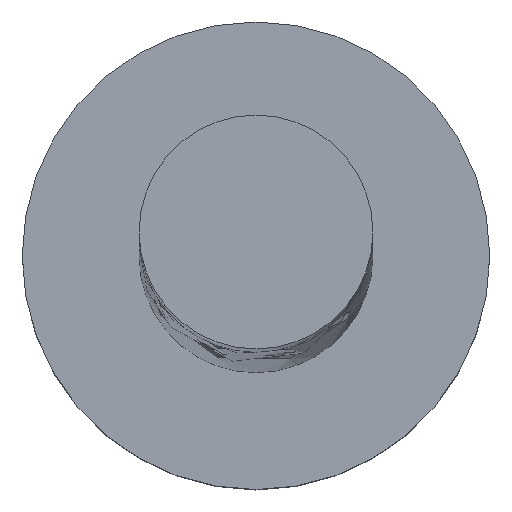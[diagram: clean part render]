
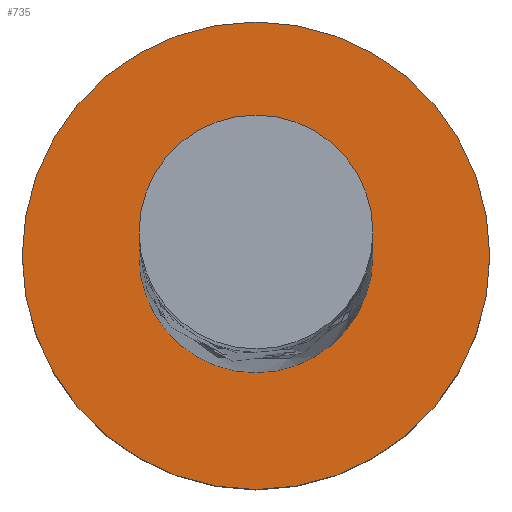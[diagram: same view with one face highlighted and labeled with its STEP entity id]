
A CAD part, top view. The second image highlights one B-rep face of the part: STEP entity #735.
In plain terms, the highlighted planar face has unit normal (0, 0, 1).
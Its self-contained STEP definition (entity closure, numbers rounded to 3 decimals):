
#20 = VERTEX_POINT ( 'NONE', #570 ) ;
#103 = EDGE_CURVE ( 'NONE', #20, #896, #1482, .T. ) ;
#108 = VERTEX_POINT ( 'NONE', #1282 ) ;
#167 = ORIENTED_EDGE ( 'NONE', *, *, #1069, .T. ) ;
#173 = CARTESIAN_POINT ( 'NONE',  ( 0., 0., 3. ) ) ;
#178 = EDGE_CURVE ( 'NONE', #1013, #108, #449, .T. ) ;
#274 = CIRCLE ( 'NONE', #1263, 3. ) ;
#300 = CARTESIAN_POINT ( 'NONE',  ( 0., 0., 3. ) ) ;
#301 = AXIS2_PLACEMENT_3D ( 'NONE', #173, #1560, #558 ) ;
#303 = EDGE_CURVE ( 'NONE', #896, #20, #1401, .T. ) ;
#307 = PLANE ( 'NONE',  #301 ) ;
#318 = CARTESIAN_POINT ( 'NONE',  ( 0., 0., 3. ) ) ;
#420 = ORIENTED_EDGE ( 'NONE', *, *, #178, .T. ) ;
#449 = CIRCLE ( 'NONE', #1532, 3. ) ;
#460 = CARTESIAN_POINT ( 'NONE',  ( 0., 0., 3. ) ) ;
#554 = CARTESIAN_POINT ( 'NONE',  ( 0., 0., 3. ) ) ;
#558 = DIRECTION ( 'NONE',  ( 1., 0., 0. ) ) ;
#570 = CARTESIAN_POINT ( 'NONE',  ( 1.5, 0., 3. ) ) ;
#597 = DIRECTION ( 'NONE',  ( 1., 0., 0. ) ) ;
#619 = EDGE_LOOP ( 'NONE', ( #1048, #1574 ) ) ;
#675 = FACE_BOUND ( 'NONE', #619, .T. ) ;
#703 = DIRECTION ( 'NONE',  ( 1., 0., 0. ) ) ;
#715 = CARTESIAN_POINT ( 'NONE',  ( 3., 0., 3. ) ) ;
#735 = ADVANCED_FACE ( 'NONE', ( #675, #1430 ), #307, .T. ) ;
#813 = AXIS2_PLACEMENT_3D ( 'NONE', #318, #817, #703 ) ;
#817 = DIRECTION ( 'NONE',  ( 0., 0., 1. ) ) ;
#896 = VERTEX_POINT ( 'NONE', #1357 ) ;
#933 = DIRECTION ( 'NONE',  ( 1., 0., 0. ) ) ;
#949 = DIRECTION ( 'NONE',  ( 0., 0., 1. ) ) ;
#1013 = VERTEX_POINT ( 'NONE', #715 ) ;
#1048 = ORIENTED_EDGE ( 'NONE', *, *, #303, .F. ) ;
#1069 = EDGE_CURVE ( 'NONE', #108, #1013, #274, .T. ) ;
#1102 = AXIS2_PLACEMENT_3D ( 'NONE', #554, #1576, #933 ) ;
#1136 = EDGE_LOOP ( 'NONE', ( #167, #420 ) ) ;
#1263 = AXIS2_PLACEMENT_3D ( 'NONE', #300, #1602, #597 ) ;
#1282 = CARTESIAN_POINT ( 'NONE',  ( -3., 0., 3. ) ) ;
#1357 = CARTESIAN_POINT ( 'NONE',  ( -1.5, 0., 3. ) ) ;
#1358 = DIRECTION ( 'NONE',  ( 1., 0., 0. ) ) ;
#1401 = CIRCLE ( 'NONE', #813, 1.5 ) ;
#1430 = FACE_OUTER_BOUND ( 'NONE', #1136, .T. ) ;
#1482 = CIRCLE ( 'NONE', #1102, 1.5 ) ;
#1532 = AXIS2_PLACEMENT_3D ( 'NONE', #460, #949, #1358 ) ;
#1560 = DIRECTION ( 'NONE',  ( 0., 0., 1. ) ) ;
#1574 = ORIENTED_EDGE ( 'NONE', *, *, #103, .F. ) ;
#1576 = DIRECTION ( 'NONE',  ( 0., 0., 1. ) ) ;
#1602 = DIRECTION ( 'NONE',  ( 0., 0., 1. ) ) ;
